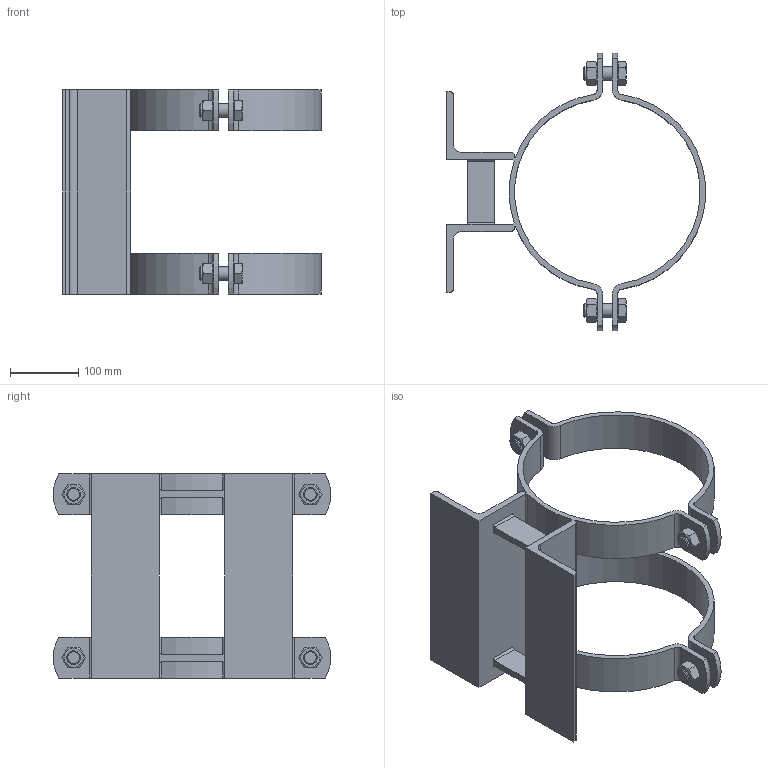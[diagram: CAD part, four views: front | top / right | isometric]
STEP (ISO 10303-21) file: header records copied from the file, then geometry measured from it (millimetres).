
FILE_DESCRIPTION((''),'2;1');
FILE_NAME('116224.stp','2010-04-22T10:10:38',('DMK009'),(''),'Autodesk Inventor 2010','Autodesk Inventor 2010','');
FILE_SCHEMA(('AUTOMOTIVE_DESIGN { 1 0 10303 214 1 1 1 1 }'));
Length unit declared in the file: millimetre
Products named in the file (1): 116224
Bounding box: 380.29 x 408 x 300 mm (x, y, z)
Volume: 2356809.9 mm3; surface area: 574954.9 mm2
Topology: 1 solids, 1 shells, 246 faces, 618 edges, 400 vertices
Faces by surface type: plane 132, cylinder 58, cone 48, bspline 8
Full cylindrical faces by diameter (mm): 18.647 x4, 20 x8, 23 x4, 27.7 x4
Entity records: 7260 total; most frequent: CARTESIAN_POINT 1513, DIRECTION 1112, ORIENTED_EDGE 1108, EDGE_CURVE 554, AXIS2_PLACEMENT_3D 415, VERTEX_POINT 384, EDGE_LOOP 330, VECTOR 282
